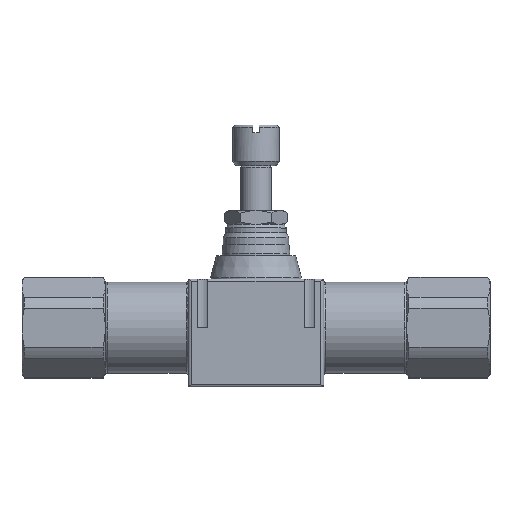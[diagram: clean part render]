
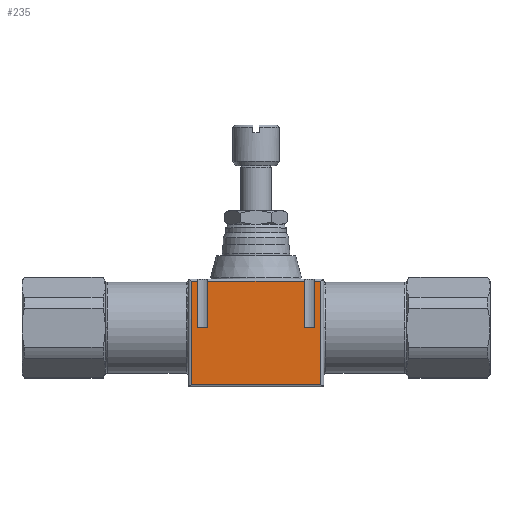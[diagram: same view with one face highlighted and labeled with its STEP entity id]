
A CAD part, top view. The second image highlights one B-rep face of the part: STEP entity #235.
In plain terms, the highlighted planar face has unit normal (0, 0, 1).
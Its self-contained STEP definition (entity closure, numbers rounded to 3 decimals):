
#235=ADVANCED_FACE('',(#631),#632,.T.);
#631=FACE_OUTER_BOUND('',#1036,.T.);
#632=PLANE('',#1037);
#1036=EDGE_LOOP('',(#2571,#2572,#2573,#2574,#2575,#2576,#2577,#2578,#2579,#2580,#2581,#2582));
#1037=AXIS2_PLACEMENT_3D('',#2583,#2584,#2585);
#2571=ORIENTED_EDGE('',*,*,#2832,.T.);
#2572=ORIENTED_EDGE('',*,*,#2865,.F.);
#2573=ORIENTED_EDGE('',*,*,#2885,.T.);
#2574=ORIENTED_EDGE('',*,*,#2883,.T.);
#2575=ORIENTED_EDGE('',*,*,#2879,.T.);
#2576=ORIENTED_EDGE('',*,*,#2888,.F.);
#2577=ORIENTED_EDGE('',*,*,#3128,.T.);
#2578=ORIENTED_EDGE('',*,*,#3129,.F.);
#2579=ORIENTED_EDGE('',*,*,#3122,.T.);
#2580=ORIENTED_EDGE('',*,*,#2861,.F.);
#2581=ORIENTED_EDGE('',*,*,#2840,.T.);
#2582=ORIENTED_EDGE('',*,*,#2838,.T.);
#2583=CARTESIAN_POINT('',(0.0,-1.37,13.539));
#2584=DIRECTION('',(0.0,0.0,1.0));
#2585=DIRECTION('',(1.0,0.0,0.0));
#2832=EDGE_CURVE('',#3502,#3503,#3504,.T.);
#2838=EDGE_CURVE('',#3511,#3502,#3512,.T.);
#2840=EDGE_CURVE('',#3514,#3511,#3515,.T.);
#2861=EDGE_CURVE('',#3514,#3547,#3548,.T.);
#2865=EDGE_CURVE('',#3552,#3503,#3554,.T.);
#2879=EDGE_CURVE('',#3575,#3576,#3577,.T.);
#2883=EDGE_CURVE('',#3581,#3575,#3582,.T.);
#2885=EDGE_CURVE('',#3552,#3581,#3584,.T.);
#2888=EDGE_CURVE('',#3587,#3576,#3589,.T.);
#3122=EDGE_CURVE('',#3928,#3547,#3929,.T.);
#3128=EDGE_CURVE('',#3587,#3935,#3937,.T.);
#3129=EDGE_CURVE('',#3928,#3935,#3938,.T.);
#3502=VERTEX_POINT('',#4570);
#3503=VERTEX_POINT('',#4571);
#3504=LINE('',#4572,#4573);
#3511=VERTEX_POINT('',#4582);
#3512=LINE('',#4583,#4584);
#3514=VERTEX_POINT('',#4587);
#3515=LINE('',#4588,#4589);
#3547=VERTEX_POINT('',#4636);
#3548=LINE('',#4637,#4638);
#3552=VERTEX_POINT('',#4655);
#3554=LINE('',#4657,#4658);
#3575=VERTEX_POINT('',#4699);
#3576=VERTEX_POINT('',#4700);
#3577=LINE('',#4701,#4702);
#3581=VERTEX_POINT('',#4707);
#3582=LINE('',#4708,#4709);
#3584=LINE('',#4712,#4713);
#3587=VERTEX_POINT('',#4716);
#3589=LINE('',#4731,#4732);
#3928=VERTEX_POINT('',#5911);
#3929=LINE('',#5912,#5913);
#3935=VERTEX_POINT('',#5971);
#3937=LINE('',#5986,#5987);
#3938=LINE('',#5988,#5989);
#4570=CARTESIAN_POINT('',(12.476,0.0,13.539));
#4571=CARTESIAN_POINT('',(12.476,12.0,13.539));
#4572=CARTESIAN_POINT('',(12.476,6.935,13.539));
#4573=VECTOR('',#6406,1.0);
#4582=CARTESIAN_POINT('',(15.024,0.0,13.539));
#4583=CARTESIAN_POINT('',(6.875,0.0,13.539));
#4584=VECTOR('',#6418,1.0);
#4587=CARTESIAN_POINT('',(15.024,12.0,13.539));
#4588=CARTESIAN_POINT('',(15.024,6.935,13.539));
#4589=VECTOR('',#6420,1.0);
#4636=CARTESIAN_POINT('',(16.704,12.0,13.539));
#4637=CARTESIAN_POINT('',(0.,12.0,13.539));
#4638=VECTOR('',#6451,1.0);
#4655=CARTESIAN_POINT('',(-12.476,12.0,13.539));
#4657=CARTESIAN_POINT('',(0.,12.0,13.539));
#4658=VECTOR('',#6458,1.0);
#4699=CARTESIAN_POINT('',(-15.024,0.0,13.539));
#4700=CARTESIAN_POINT('',(-15.024,12.0,13.539));
#4701=CARTESIAN_POINT('',(-15.024,6.935,13.539));
#4702=VECTOR('',#6481,1.0);
#4707=CARTESIAN_POINT('',(-12.476,0.0,13.539));
#4708=CARTESIAN_POINT('',(-6.875,0.0,13.539));
#4709=VECTOR('',#6489,1.0);
#4712=CARTESIAN_POINT('',(-12.476,6.935,13.539));
#4713=VECTOR('',#6491,1.0);
#4716=CARTESIAN_POINT('',(-16.704,12.0,13.539));
#4731=CARTESIAN_POINT('',(0.,12.0,13.539));
#4732=VECTOR('',#6495,1.0);
#5911=CARTESIAN_POINT('',(16.704,-14.74,13.539));
#5912=CARTESIAN_POINT('',(16.704,-1.37,13.539));
#5913=VECTOR('',#6869,1.0);
#5971=CARTESIAN_POINT('',(-16.704,-14.74,13.539));
#5986=CARTESIAN_POINT('',(-16.704,-1.37,13.539));
#5987=VECTOR('',#6870,1.0);
#5988=CARTESIAN_POINT('',(0.,-14.74,13.539));
#5989=VECTOR('',#6871,1.0);
#6406=DIRECTION('',(0.0,1.0,0.0));
#6418=DIRECTION('',(-1.0,0.0,0.0));
#6420=DIRECTION('',(-0.0,-1.0,0.0));
#6451=DIRECTION('',(1.0,0.0,0.));
#6458=DIRECTION('',(1.0,0.0,0.));
#6481=DIRECTION('',(0.0,1.0,0.0));
#6489=DIRECTION('',(-1.0,0.0,0.0));
#6491=DIRECTION('',(-0.0,-1.0,0.0));
#6495=DIRECTION('',(1.0,0.0,0.));
#6869=DIRECTION('',(0.0,1.0,0.));
#6870=DIRECTION('',(0.,-1.0,0.));
#6871=DIRECTION('',(-1.0,0.,0.));
